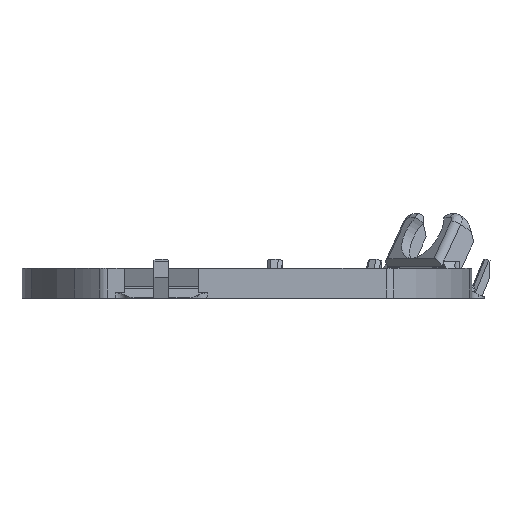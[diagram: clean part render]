
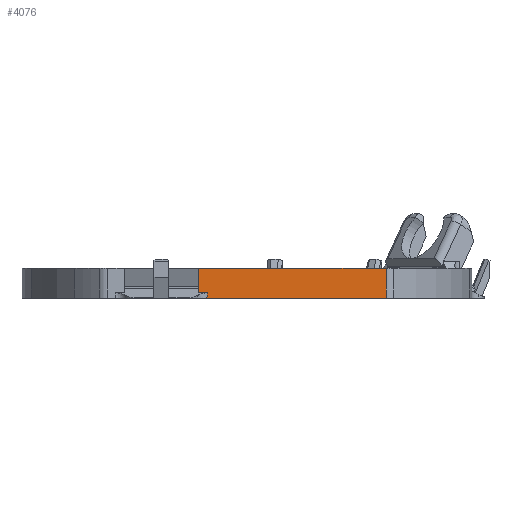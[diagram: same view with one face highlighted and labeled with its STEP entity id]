
A CAD part, left-side view. The second image highlights one B-rep face of the part: STEP entity #4076.
In plain terms, the highlighted planar face has unit normal (-1, 0, 0).
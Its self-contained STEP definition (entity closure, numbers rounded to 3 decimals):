
#96=B_SPLINE_CURVE_WITH_KNOTS('',3,(#5967,#5968,#5969,#5970),
 .UNSPECIFIED.,.F.,.F.,(4,4),(0.145,0.217),
 .UNSPECIFIED.);
#311=FACE_OUTER_BOUND('',#549,.T.);
#549=EDGE_LOOP('',(#2729,#2730,#2731,#2732,#2733,#2734));
#806=LINE('',#5941,#1242);
#810=LINE('',#5957,#1246);
#812=LINE('',#5963,#1248);
#813=LINE('',#5965,#1249);
#814=LINE('',#5971,#1250);
#1242=VECTOR('',#4754,10.);
#1246=VECTOR('',#4768,10.);
#1248=VECTOR('',#4774,10.);
#1249=VECTOR('',#4775,10.);
#1250=VECTOR('',#4776,10.);
#1677=VERTEX_POINT('',#5938);
#1678=VERTEX_POINT('',#5940);
#1685=VERTEX_POINT('',#5956);
#1687=VERTEX_POINT('',#5962);
#1688=VERTEX_POINT('',#5964);
#1689=VERTEX_POINT('',#5966);
#2089=EDGE_CURVE('',#1677,#1678,#806,.T.);
#2097=EDGE_CURVE('',#1678,#1685,#810,.T.);
#2100=EDGE_CURVE('',#1677,#1687,#812,.T.);
#2101=EDGE_CURVE('',#1687,#1688,#813,.T.);
#2102=EDGE_CURVE('',#1689,#1688,#96,.T.);
#2103=EDGE_CURVE('',#1689,#1685,#814,.T.);
#2729=ORIENTED_EDGE('',*,*,#2097,.F.);
#2730=ORIENTED_EDGE('',*,*,#2089,.F.);
#2731=ORIENTED_EDGE('',*,*,#2100,.T.);
#2732=ORIENTED_EDGE('',*,*,#2101,.T.);
#2733=ORIENTED_EDGE('',*,*,#2102,.F.);
#2734=ORIENTED_EDGE('',*,*,#2103,.T.);
#3916=PLANE('',#4350);
#4076=ADVANCED_FACE('',(#311),#3916,.T.);
#4350=AXIS2_PLACEMENT_3D('',#5961,#4772,#4773);
#4754=DIRECTION('',(0.,-1.,0.));
#4768=DIRECTION('',(0.,0.,-1.));
#4772=DIRECTION('center_axis',(-1.,0.,0.));
#4773=DIRECTION('ref_axis',(0.,-1.,0.));
#4774=DIRECTION('',(0.,0.,-1.));
#4775=DIRECTION('',(0.,-1.,0.));
#4776=DIRECTION('',(0.,-1.,0.));
#5938=CARTESIAN_POINT('',(-23.294,6.495,4.));
#5940=CARTESIAN_POINT('',(-23.294,-18.713,4.));
#5941=CARTESIAN_POINT('',(-23.294,36.298,4.));
#5956=CARTESIAN_POINT('',(-23.294,-18.713,0.));
#5957=CARTESIAN_POINT('',(-23.294,-18.713,0.));
#5961=CARTESIAN_POINT('Origin',(-23.294,36.298,0.));
#5962=CARTESIAN_POINT('',(-23.294,6.495,0.715));
#5963=CARTESIAN_POINT('',(-23.294,6.495,1.577));
#5964=CARTESIAN_POINT('',(-23.294,5.285,0.715));
#5965=CARTESIAN_POINT('',(-23.294,28.897,0.715));
#5966=CARTESIAN_POINT('',(-23.294,5.408,0.));
#5967=CARTESIAN_POINT('Ctrl Pts',(-23.294,5.408,0.));
#5968=CARTESIAN_POINT('Ctrl Pts',(-23.294,5.361,0.237));
#5969=CARTESIAN_POINT('Ctrl Pts',(-23.294,5.32,0.476));
#5970=CARTESIAN_POINT('Ctrl Pts',(-23.294,5.285,0.715));
#5971=CARTESIAN_POINT('',(-23.294,36.298,0.));
